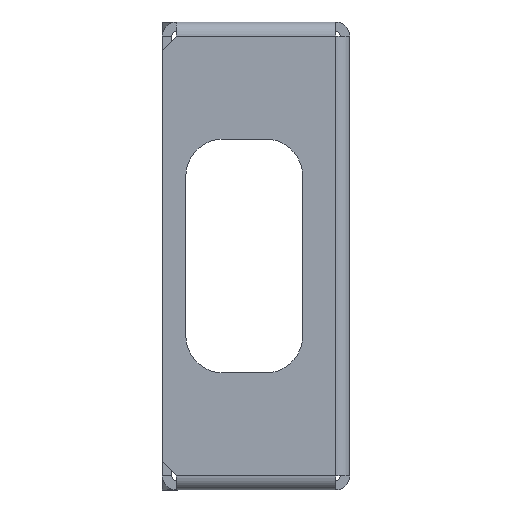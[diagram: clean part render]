
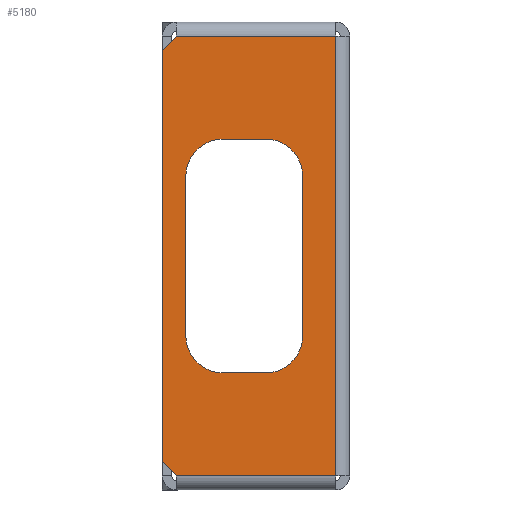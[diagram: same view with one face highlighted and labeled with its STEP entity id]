
A CAD part, left-side view. The second image highlights one B-rep face of the part: STEP entity #5180.
In plain terms, the highlighted planar face has unit normal (-1, 0, 0).
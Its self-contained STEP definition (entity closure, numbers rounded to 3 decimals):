
#4 = LINE ( 'NONE', #1456, #2192 ) ;
#19 = VERTEX_POINT ( 'NONE', #2255 ) ;
#36 = DIRECTION ( 'NONE',  ( 0., 0., 1. ) ) ;
#51 = CARTESIAN_POINT ( 'NONE',  ( -65.1, 10., -17. ) ) ;
#55 = VERTEX_POINT ( 'NONE', #2823 ) ;
#75 = PLANE ( 'NONE',  #6233 ) ;
#81 = DIRECTION ( 'NONE',  ( 0., 0., -1. ) ) ;
#196 = CARTESIAN_POINT ( 'NONE',  ( -65.1, 27., 17. ) ) ;
#207 = CARTESIAN_POINT ( 'NONE',  ( -65.1, 3., -47. ) ) ;
#267 = ORIENTED_EDGE ( 'NONE', *, *, #5694, .T. ) ;
#280 = DIRECTION ( 'NONE',  ( 0., 0., 1. ) ) ;
#292 = EDGE_CURVE ( 'NONE', #1997, #4836, #4439, .T. ) ;
#333 = DIRECTION ( 'NONE',  ( 1., 0., 0. ) ) ;
#387 = VECTOR ( 'NONE', #2794, 1000. ) ;
#486 = FACE_BOUND ( 'NONE', #2434, .T. ) ;
#556 = CARTESIAN_POINT ( 'NONE',  ( -65.1, 35., -17. ) ) ;
#710 = DIRECTION ( 'NONE',  ( 0., 0.707, -0.707 ) ) ;
#740 = CARTESIAN_POINT ( 'NONE',  ( -65.1, 3., -47. ) ) ;
#780 = CIRCLE ( 'NONE', #1390, 8. ) ;
#791 = EDGE_CURVE ( 'NONE', #5058, #55, #2513, .T. ) ;
#796 = AXIS2_PLACEMENT_3D ( 'NONE', #1147, #2188, #1172 ) ;
#857 = EDGE_CURVE ( 'NONE', #5433, #4488, #4285, .T. ) ;
#869 = VECTOR ( 'NONE', #710, 1000. ) ;
#951 = VECTOR ( 'NONE', #1951, 1000. ) ;
#952 = LINE ( 'NONE', #5786, #2488 ) ;
#971 = VERTEX_POINT ( 'NONE', #2311 ) ;
#1013 = LINE ( 'NONE', #3385, #3020 ) ;
#1065 = ORIENTED_EDGE ( 'NONE', *, *, #2355, .T. ) ;
#1094 = VECTOR ( 'NONE', #2378, 1000. ) ;
#1147 = CARTESIAN_POINT ( 'NONE',  ( -65.1, 27., -17. ) ) ;
#1172 = DIRECTION ( 'NONE',  ( 0., 0., 1. ) ) ;
#1259 = CARTESIAN_POINT ( 'NONE',  ( -65.1, 0., 47. ) ) ;
#1330 = EDGE_CURVE ( 'NONE', #6047, #1906, #5585, .T. ) ;
#1390 = AXIS2_PLACEMENT_3D ( 'NONE', #3141, #2549, #2167 ) ;
#1404 = DIRECTION ( 'NONE',  ( 1., 0., 0. ) ) ;
#1456 = CARTESIAN_POINT ( 'NONE',  ( -65.1, 35., -17. ) ) ;
#1476 = ORIENTED_EDGE ( 'NONE', *, *, #2572, .T. ) ;
#1548 = EDGE_CURVE ( 'NONE', #6047, #4913, #4543, .T. ) ;
#1630 = EDGE_CURVE ( 'NONE', #1906, #971, #5044, .T. ) ;
#1712 = AXIS2_PLACEMENT_3D ( 'NONE', #196, #4614, #280 ) ;
#1727 = EDGE_CURVE ( 'NONE', #55, #1997, #952, .T. ) ;
#1866 = EDGE_CURVE ( 'NONE', #971, #5433, #3329, .T. ) ;
#1895 = CARTESIAN_POINT ( 'NONE',  ( -65.1, 27., 25. ) ) ;
#1906 = VERTEX_POINT ( 'NONE', #5878 ) ;
#1951 = DIRECTION ( 'NONE',  ( 0., 0., -1. ) ) ;
#1981 = CARTESIAN_POINT ( 'NONE',  ( -65.1, 3., 47. ) ) ;
#1997 = VERTEX_POINT ( 'NONE', #2720 ) ;
#2073 = ORIENTED_EDGE ( 'NONE', *, *, #1630, .T. ) ;
#2085 = DIRECTION ( 'NONE',  ( 0., -1., 0. ) ) ;
#2167 = DIRECTION ( 'NONE',  ( 0., 0., 1. ) ) ;
#2188 = DIRECTION ( 'NONE',  ( 1., 0., 0. ) ) ;
#2192 = VECTOR ( 'NONE', #36, 1000. ) ;
#2255 = CARTESIAN_POINT ( 'NONE',  ( -65.1, 10., 17. ) ) ;
#2286 = CARTESIAN_POINT ( 'NONE',  ( -65.1, 10., -17. ) ) ;
#2302 = VERTEX_POINT ( 'NONE', #2535 ) ;
#2311 = CARTESIAN_POINT ( 'NONE',  ( -65.1, 40., 44. ) ) ;
#2323 = ORIENTED_EDGE ( 'NONE', *, *, #4972, .T. ) ;
#2355 = EDGE_CURVE ( 'NONE', #3085, #2302, #1013, .T. ) ;
#2367 = VECTOR ( 'NONE', #4966, 1000. ) ;
#2378 = DIRECTION ( 'NONE',  ( 0., 0., -1. ) ) ;
#2407 = AXIS2_PLACEMENT_3D ( 'NONE', #2858, #333, #3243 ) ;
#2434 = EDGE_LOOP ( 'NONE', ( #4670, #5522, #3276, #4839, #3742, #1476, #1065, #2323 ) ) ;
#2488 = VECTOR ( 'NONE', #2882, 1000. ) ;
#2513 = CIRCLE ( 'NONE', #2407, 8. ) ;
#2518 = ORIENTED_EDGE ( 'NONE', *, *, #1866, .T. ) ;
#2535 = CARTESIAN_POINT ( 'NONE',  ( -65.1, 18., 25. ) ) ;
#2549 = DIRECTION ( 'NONE',  ( 1., 0., 0. ) ) ;
#2572 = EDGE_CURVE ( 'NONE', #3090, #3085, #2817, .T. ) ;
#2629 = DIRECTION ( 'NONE',  ( 0., -1., 0. ) ) ;
#2720 = CARTESIAN_POINT ( 'NONE',  ( -65.1, 27., -25. ) ) ;
#2794 = DIRECTION ( 'NONE',  ( 0., -0.707, -0.707 ) ) ;
#2817 = CIRCLE ( 'NONE', #1712, 8. ) ;
#2823 = CARTESIAN_POINT ( 'NONE',  ( -65.1, 18., -25. ) ) ;
#2854 = FACE_OUTER_BOUND ( 'NONE', #5490, .T. ) ;
#2858 = CARTESIAN_POINT ( 'NONE',  ( -65.1, 18., -17. ) ) ;
#2882 = DIRECTION ( 'NONE',  ( 0., 1., 0. ) ) ;
#3020 = VECTOR ( 'NONE', #2085, 1000. ) ;
#3085 = VERTEX_POINT ( 'NONE', #1895 ) ;
#3090 = VERTEX_POINT ( 'NONE', #4707 ) ;
#3141 = CARTESIAN_POINT ( 'NONE',  ( -65.1, 18., 17. ) ) ;
#3243 = DIRECTION ( 'NONE',  ( 0., 0., -1. ) ) ;
#3276 = ORIENTED_EDGE ( 'NONE', *, *, #1727, .T. ) ;
#3329 = LINE ( 'NONE', #5257, #1094 ) ;
#3332 = DIRECTION ( 'NONE',  ( 0., 1., 0. ) ) ;
#3385 = CARTESIAN_POINT ( 'NONE',  ( -65.1, 27., 25. ) ) ;
#3599 = LINE ( 'NONE', #5876, #3804 ) ;
#3681 = ORIENTED_EDGE ( 'NONE', *, *, #1330, .T. ) ;
#3711 = CARTESIAN_POINT ( 'NONE',  ( -65.1, 37., -47. ) ) ;
#3742 = ORIENTED_EDGE ( 'NONE', *, *, #6039, .T. ) ;
#3786 = ORIENTED_EDGE ( 'NONE', *, *, #857, .T. ) ;
#3804 = VECTOR ( 'NONE', #2629, 1000. ) ;
#3900 = LINE ( 'NONE', #51, #6126 ) ;
#4285 = LINE ( 'NONE', #3711, #387 ) ;
#4439 = CIRCLE ( 'NONE', #796, 8. ) ;
#4488 = VERTEX_POINT ( 'NONE', #5525 ) ;
#4543 = LINE ( 'NONE', #207, #951 ) ;
#4614 = DIRECTION ( 'NONE',  ( 1., 0., 0. ) ) ;
#4624 = CARTESIAN_POINT ( 'NONE',  ( -65.1, 40., -44. ) ) ;
#4670 = ORIENTED_EDGE ( 'NONE', *, *, #4891, .T. ) ;
#4707 = CARTESIAN_POINT ( 'NONE',  ( -65.1, 35., 17. ) ) ;
#4836 = VERTEX_POINT ( 'NONE', #556 ) ;
#4839 = ORIENTED_EDGE ( 'NONE', *, *, #292, .T. ) ;
#4891 = EDGE_CURVE ( 'NONE', #19, #5058, #3900, .T. ) ;
#4913 = VERTEX_POINT ( 'NONE', #740 ) ;
#4915 = CARTESIAN_POINT ( 'NONE',  ( -65.1, 0., 0. ) ) ;
#4966 = DIRECTION ( 'NONE',  ( 0., 1., 0. ) ) ;
#4972 = EDGE_CURVE ( 'NONE', #2302, #19, #780, .T. ) ;
#5044 = LINE ( 'NONE', #5132, #869 ) ;
#5058 = VERTEX_POINT ( 'NONE', #2286 ) ;
#5132 = CARTESIAN_POINT ( 'NONE',  ( -65.1, 40., 44. ) ) ;
#5180 = ADVANCED_FACE ( 'NONE', ( #486, #2854 ), #75, .F. ) ;
#5257 = CARTESIAN_POINT ( 'NONE',  ( -65.1, 40., 0. ) ) ;
#5433 = VERTEX_POINT ( 'NONE', #4624 ) ;
#5490 = EDGE_LOOP ( 'NONE', ( #2518, #3786, #267, #6070, #3681, #2073 ) ) ;
#5522 = ORIENTED_EDGE ( 'NONE', *, *, #791, .T. ) ;
#5525 = CARTESIAN_POINT ( 'NONE',  ( -65.1, 37., -47. ) ) ;
#5585 = LINE ( 'NONE', #1259, #2367 ) ;
#5694 = EDGE_CURVE ( 'NONE', #4488, #4913, #3599, .T. ) ;
#5786 = CARTESIAN_POINT ( 'NONE',  ( -65.1, 27., -25. ) ) ;
#5876 = CARTESIAN_POINT ( 'NONE',  ( -65.1, 0., -47. ) ) ;
#5878 = CARTESIAN_POINT ( 'NONE',  ( -65.1, 37., 47. ) ) ;
#6039 = EDGE_CURVE ( 'NONE', #4836, #3090, #4, .T. ) ;
#6047 = VERTEX_POINT ( 'NONE', #1981 ) ;
#6070 = ORIENTED_EDGE ( 'NONE', *, *, #1548, .F. ) ;
#6126 = VECTOR ( 'NONE', #81, 1000. ) ;
#6233 = AXIS2_PLACEMENT_3D ( 'NONE', #4915, #1404, #3332 ) ;
